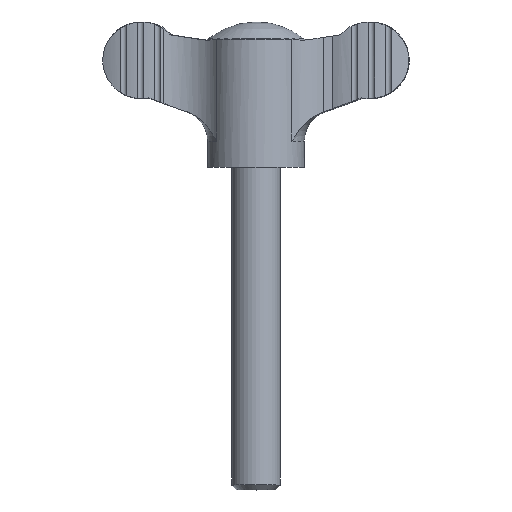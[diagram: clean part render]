
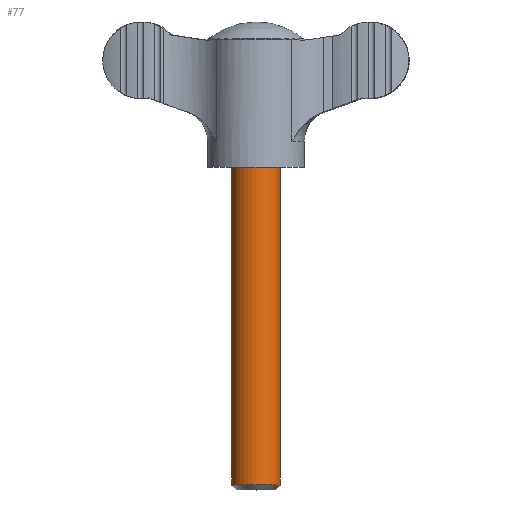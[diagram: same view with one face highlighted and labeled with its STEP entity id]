
A CAD part, top view. The second image highlights one B-rep face of the part: STEP entity #77.
In plain terms, the highlighted cylindrical face has radius 3 mm (diameter 6 mm), a full revolution.
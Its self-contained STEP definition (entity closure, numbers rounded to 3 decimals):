
#77 = ADVANCED_FACE( '', ( #198, #199 ), #200, .T. );
#198 = FACE_OUTER_BOUND( '', #364, .T. );
#199 = FACE_OUTER_BOUND( '', #365, .T. );
#200 = CYLINDRICAL_SURFACE( '', #366, 3. );
#364 = EDGE_LOOP( '', ( #533 ) );
#365 = EDGE_LOOP( '', ( #534 ) );
#366 = AXIS2_PLACEMENT_3D( '', #535, #536, #537 );
#533 = ORIENTED_EDGE( '', *, *, #1009, .F. );
#534 = ORIENTED_EDGE( '', *, *, #1010, .T. );
#535 = CARTESIAN_POINT( '', ( 0., -40., 0. ) );
#536 = DIRECTION( '', ( 0., 1., 0. ) );
#537 = DIRECTION( '', ( 0., 0., -1. ) );
#1009 = EDGE_CURVE( '', #1207, #1207, #1208, .T. );
#1010 = EDGE_CURVE( '', #1209, #1209, #1210, .F. );
#1207 = VERTEX_POINT( '', #1492 );
#1208 = CIRCLE( '', #1493, 3. );
#1209 = VERTEX_POINT( '', #1494 );
#1210 = CIRCLE( '', #1495, 3. );
#1492 = CARTESIAN_POINT( '', ( 0., -39.387, -3. ) );
#1493 = AXIS2_PLACEMENT_3D( '', #2354, #2355, #2356 );
#1494 = CARTESIAN_POINT( '', ( 0., 0., 3. ) );
#1495 = AXIS2_PLACEMENT_3D( '', #2357, #2358, #2359 );
#2354 = CARTESIAN_POINT( '', ( 0., -39.387, 0. ) );
#2355 = DIRECTION( '', ( 0., -1., 0. ) );
#2356 = DIRECTION( '', ( 0., 0., -1. ) );
#2357 = CARTESIAN_POINT( '', ( 0., 0., 0. ) );
#2358 = DIRECTION( '', ( 0., 1., 0. ) );
#2359 = DIRECTION( '', ( 0., 0., 1. ) );
